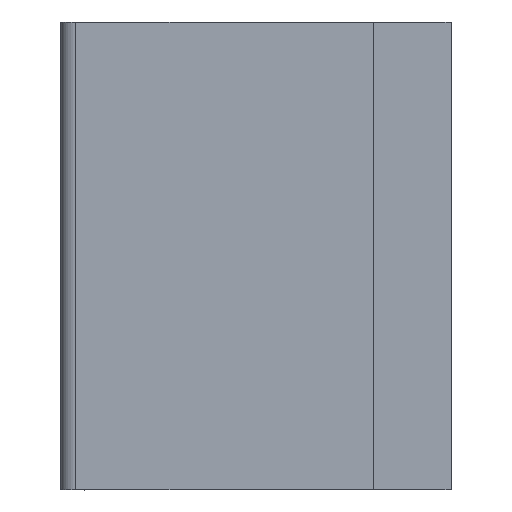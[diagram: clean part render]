
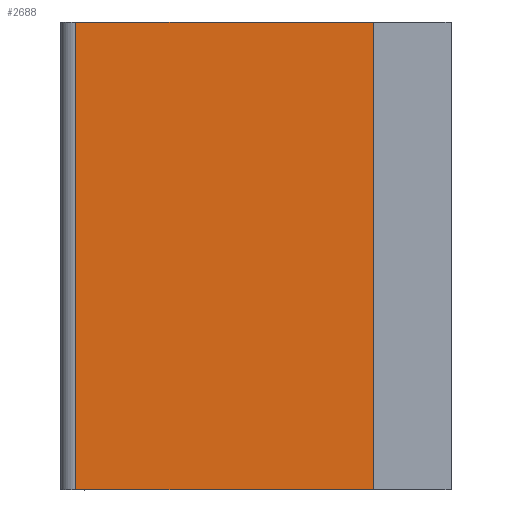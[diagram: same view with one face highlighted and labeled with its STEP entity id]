
A CAD part, left-side view. The second image highlights one B-rep face of the part: STEP entity #2688.
In plain terms, the highlighted planar face has unit normal (-1, 0, 0).
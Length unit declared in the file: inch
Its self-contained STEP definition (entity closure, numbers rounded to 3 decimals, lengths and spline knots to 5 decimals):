
#51 = CARTESIAN_POINT ( 'NONE',  ( -0.9375, -0.625, -0.9375 ) ) ;
#79 = CARTESIAN_POINT ( 'NONE',  ( -0.9375, 0.566, 0.9375 ) ) ;
#99 = DIRECTION ( 'NONE',  ( 0., 0., -1. ) ) ;
#415 = LINE ( 'NONE', #4388, #2770 ) ;
#689 = CARTESIAN_POINT ( 'NONE',  ( -0.9375, 0., 0.9375 ) ) ;
#1233 = CARTESIAN_POINT ( 'NONE',  ( -0.9375, 0., -0.9375 ) ) ;
#1235 = CARTESIAN_POINT ( 'NONE',  ( -0.9375, -0.625, 0.9375 ) ) ;
#1390 = LINE ( 'NONE', #4572, #2955 ) ;
#1401 = EDGE_CURVE ( 'NONE', #3655, #4302, #4456, .T. ) ;
#1402 = DIRECTION ( 'NONE',  ( 0., 1., 0. ) ) ;
#1410 = EDGE_LOOP ( 'NONE', ( #3922, #2148, #4307, #4985 ) ) ;
#1607 = CARTESIAN_POINT ( 'NONE',  ( -0.9375, 0.566, -0.9375 ) ) ;
#1686 = EDGE_CURVE ( 'NONE', #1784, #3655, #3053, .T. ) ;
#1784 = VERTEX_POINT ( 'NONE', #1235 ) ;
#2069 = VERTEX_POINT ( 'NONE', #51 ) ;
#2093 = EDGE_CURVE ( 'NONE', #2069, #4302, #415, .T. ) ;
#2148 = ORIENTED_EDGE ( 'NONE', *, *, #1401, .T. ) ;
#2318 = DIRECTION ( 'NONE',  ( 0., 1., 0. ) ) ;
#2368 = PLANE ( 'NONE',  #2610 ) ;
#2610 = AXIS2_PLACEMENT_3D ( 'NONE', #1233, #4733, #3125 ) ;
#2688 = ADVANCED_FACE ( 'NONE', ( #4785 ), #2368, .F. ) ;
#2770 = VECTOR ( 'NONE', #1402, 39.37008 ) ;
#2955 = VECTOR ( 'NONE', #4550, 39.37008 ) ;
#3053 = LINE ( 'NONE', #689, #3367 ) ;
#3056 = EDGE_CURVE ( 'NONE', #2069, #1784, #1390, .T. ) ;
#3125 = DIRECTION ( 'NONE',  ( 0., 0., -1. ) ) ;
#3367 = VECTOR ( 'NONE', #2318, 39.37008 ) ;
#3655 = VERTEX_POINT ( 'NONE', #79 ) ;
#3692 = VECTOR ( 'NONE', #99, 39.37008 ) ;
#3922 = ORIENTED_EDGE ( 'NONE', *, *, #1686, .T. ) ;
#4302 = VERTEX_POINT ( 'NONE', #4332 ) ;
#4307 = ORIENTED_EDGE ( 'NONE', *, *, #2093, .F. ) ;
#4332 = CARTESIAN_POINT ( 'NONE',  ( -0.9375, 0.566, -0.9375 ) ) ;
#4388 = CARTESIAN_POINT ( 'NONE',  ( -0.9375, 0., -0.9375 ) ) ;
#4456 = LINE ( 'NONE', #1607, #3692 ) ;
#4550 = DIRECTION ( 'NONE',  ( 0., 0., 1. ) ) ;
#4572 = CARTESIAN_POINT ( 'NONE',  ( -0.9375, -0.625, -1.48671 ) ) ;
#4733 = DIRECTION ( 'NONE',  ( 1., 0., 0. ) ) ;
#4785 = FACE_OUTER_BOUND ( 'NONE', #1410, .T. ) ;
#4985 = ORIENTED_EDGE ( 'NONE', *, *, #3056, .T. ) ;
